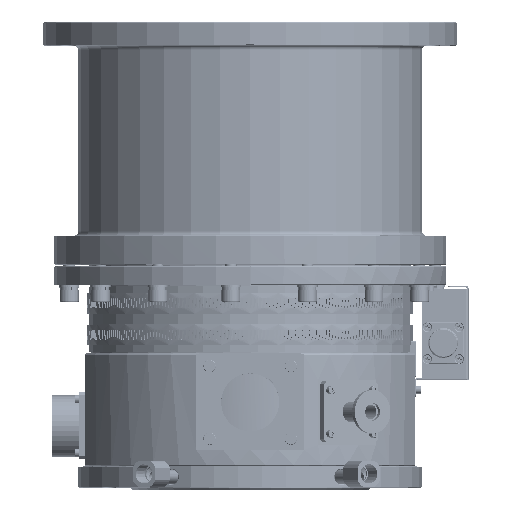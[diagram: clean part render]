
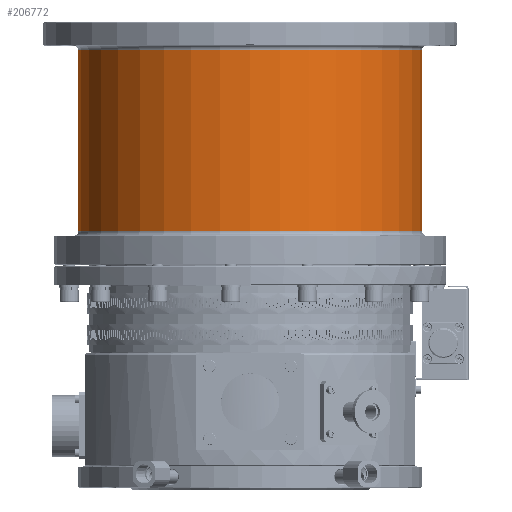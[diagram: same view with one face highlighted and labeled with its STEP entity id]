
A CAD part, top view. The second image highlights one B-rep face of the part: STEP entity #206772.
In plain terms, the highlighted cylindrical face has radius 118.5 mm (diameter 237 mm), a full revolution.
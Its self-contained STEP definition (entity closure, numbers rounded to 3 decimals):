
#26767 = CYLINDRICAL_SURFACE ( 'NONE', #105627, 118.5 ) ;
#28135 = CARTESIAN_POINT ( 'NONE',  ( 0., 178., 0. ) ) ;
#29300 = CARTESIAN_POINT ( 'NONE',  ( 0., 303., 118.5 ) ) ;
#38293 = CARTESIAN_POINT ( 'NONE',  ( 0., 303., 0. ) ) ;
#42226 = CARTESIAN_POINT ( 'NONE',  ( 0., 155., 0. ) ) ;
#43402 = FACE_OUTER_BOUND ( 'NONE', #173030, .T. ) ;
#82651 = EDGE_LOOP ( 'NONE', ( #135345 ) ) ;
#83947 = DIRECTION ( 'NONE',  ( 0., 1., 0. ) ) ;
#95907 = VERTEX_POINT ( 'NONE', #114916 ) ;
#99226 = DIRECTION ( 'NONE',  ( 0., -1., 0. ) ) ;
#105627 = AXIS2_PLACEMENT_3D ( 'NONE', #42226, #99226, #172887 ) ;
#114916 = CARTESIAN_POINT ( 'NONE',  ( 0., 178., -118.5 ) ) ;
#120766 = VERTEX_POINT ( 'NONE', #29300 ) ;
#130903 = DIRECTION ( 'NONE',  ( 0., -1., 0. ) ) ;
#135345 = ORIENTED_EDGE ( 'NONE', *, *, #217269, .T. ) ;
#136270 = DIRECTION ( 'NONE',  ( 0., 0., -1. ) ) ;
#145253 = DIRECTION ( 'NONE',  ( 0., 0., 1. ) ) ;
#148511 = AXIS2_PLACEMENT_3D ( 'NONE', #28135, #83947, #136270 ) ;
#167518 = CIRCLE ( 'NONE', #148511, 118.5 ) ;
#172887 = DIRECTION ( 'NONE',  ( 0., 0., -1. ) ) ;
#173030 = EDGE_LOOP ( 'NONE', ( #178560 ) ) ;
#178560 = ORIENTED_EDGE ( 'NONE', *, *, #219036, .T. ) ;
#188380 = FACE_OUTER_BOUND ( 'NONE', #82651, .T. ) ;
#194328 = CIRCLE ( 'NONE', #213297, 118.5 ) ;
#206772 = ADVANCED_FACE ( 'NONE', ( #43402, #188380 ), #26767, .T. ) ;
#213297 = AXIS2_PLACEMENT_3D ( 'NONE', #38293, #130903, #145253 ) ;
#217269 = EDGE_CURVE ( 'NONE', #95907, #95907, #167518, .T. ) ;
#219036 = EDGE_CURVE ( 'NONE', #120766, #120766, #194328, .T. ) ;
